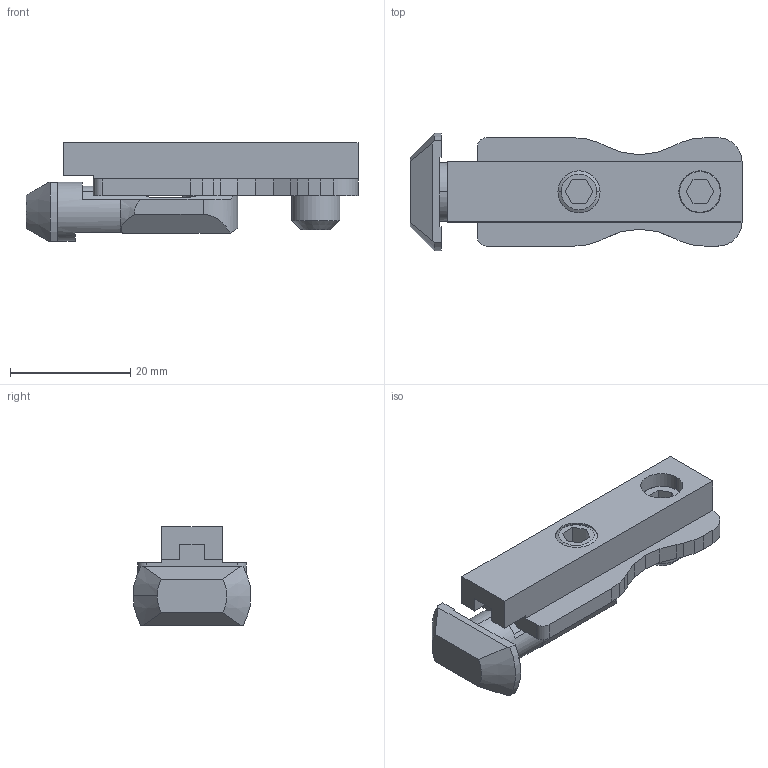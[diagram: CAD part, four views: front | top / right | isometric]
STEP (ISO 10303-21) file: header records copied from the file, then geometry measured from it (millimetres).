
FILE_DESCRIPTION (( 'STEP AP214' ), '1' );
FILE_NAME ('6121080', '2019-02-04T09:21:18', ( '' ), ('JUGARD+KÜNSTNER GmbH'), 'SwSTEP 2.0', 'SolidWorks 2017', '' );
FILE_SCHEMA (( 'AUTOMOTIVE_DESIGN' ));
Length unit declared in the file: millimetre
Products named in the file (1): 6121080_CNAJF00
Bounding box: 55.2 x 19.6 x 16.4 mm (x, y, z)
Volume: 7033.8 mm3; surface area: 4324.2 mm2
Topology: 1 solids, 1 shells, 129 faces, 350 edges, 226 vertices
Faces by surface type: plane 87, cylinder 24, cone 13, bspline 5
Entity records: 4653 total; most frequent: CARTESIAN_POINT 1434, ORIENTED_EDGE 700, DIRECTION 607, EDGE_CURVE 350, VECTOR 249, LINE 249, VERTEX_POINT 226, AXIS2_PLACEMENT_3D 179
